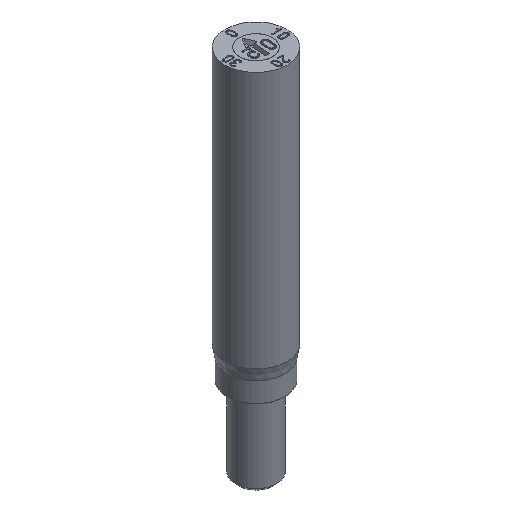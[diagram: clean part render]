
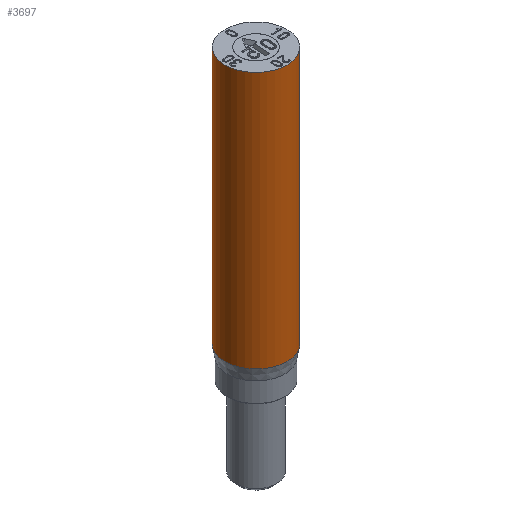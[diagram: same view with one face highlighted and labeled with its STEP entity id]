
A CAD part, isometric view. The second image highlights one B-rep face of the part: STEP entity #3697.
In plain terms, the highlighted cylindrical face has radius 1.5 mm (diameter 3 mm), a full revolution.
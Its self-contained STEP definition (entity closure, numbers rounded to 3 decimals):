
#52=CYLINDRICAL_SURFACE('',#3895,1.5);
#56=CIRCLE('',#3866,1.5);
#70=CIRCLE('',#3893,1.5);
#71=CIRCLE('',#3894,1.5);
#296=FACE_OUTER_BOUND('',#521,.T.);
#521=EDGE_LOOP('',(#3036,#3037,#3038,#3039,#3040));
#750=LINE('',#6671,#991);
#991=VECTOR('',#4211,1.5);
#1599=VERTEX_POINT('',#6617);
#1613=VERTEX_POINT('',#6665);
#1614=VERTEX_POINT('',#6666);
#2088=EDGE_CURVE('',#1599,#1599,#56,.T.);
#2109=EDGE_CURVE('',#1613,#1614,#70,.T.);
#2110=EDGE_CURVE('',#1614,#1613,#71,.T.);
#2112=EDGE_CURVE('',#1599,#1613,#750,.T.);
#3036=ORIENTED_EDGE('',*,*,#2088,.T.);
#3037=ORIENTED_EDGE('',*,*,#2112,.T.);
#3038=ORIENTED_EDGE('',*,*,#2109,.T.);
#3039=ORIENTED_EDGE('',*,*,#2110,.T.);
#3040=ORIENTED_EDGE('',*,*,#2112,.F.);
#3697=ADVANCED_FACE('',(#296),#52,.T.);
#3866=AXIS2_PLACEMENT_3D('',#6618,#4143,#4144);
#3893=AXIS2_PLACEMENT_3D('',#6667,#4204,#4205);
#3894=AXIS2_PLACEMENT_3D('',#6668,#4206,#4207);
#3895=AXIS2_PLACEMENT_3D('',#6670,#4209,#4210);
#4143=DIRECTION('center_axis',(0.,0.,-1.));
#4144=DIRECTION('ref_axis',(-1.,0.,0.));
#4204=DIRECTION('center_axis',(0.,0.,1.));
#4205=DIRECTION('ref_axis',(-1.,0.,0.));
#4206=DIRECTION('center_axis',(0.,0.,1.));
#4207=DIRECTION('ref_axis',(-1.,0.,0.));
#4209=DIRECTION('center_axis',(0.,0.,1.));
#4210=DIRECTION('ref_axis',(-1.,0.,0.));
#4211=DIRECTION('',(0.,0.,-1.));
#6617=CARTESIAN_POINT('',(1.5,0.,14.));
#6618=CARTESIAN_POINT('Origin',(0.,0.,14.));
#6665=CARTESIAN_POINT('',(1.5,0.,1.567));
#6666=CARTESIAN_POINT('',(-1.5,0.,1.567));
#6667=CARTESIAN_POINT('Origin',(0.,0.,1.567));
#6668=CARTESIAN_POINT('Origin',(0.,0.,1.567));
#6670=CARTESIAN_POINT('Origin',(0.,0.,0.));
#6671=CARTESIAN_POINT('',(1.5,0.,0.));
